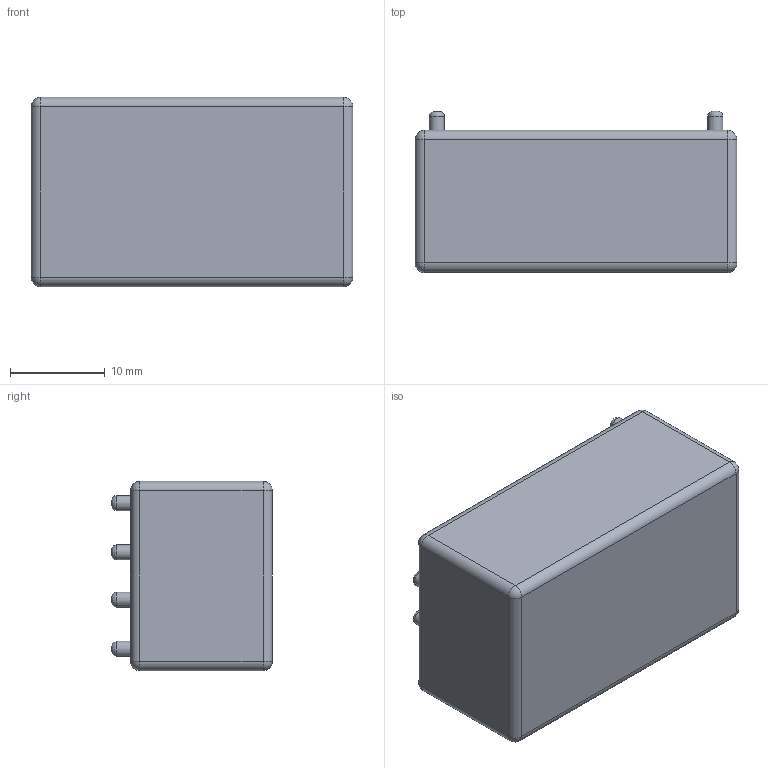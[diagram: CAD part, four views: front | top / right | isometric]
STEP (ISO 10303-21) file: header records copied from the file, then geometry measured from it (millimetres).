
FILE_DESCRIPTION(('FreeCAD Model'),'2;1');
FILE_NAME('HKLinkACDC.step','2021-03-24T15:27:20',('Author'), (''),'Open CASCADE STEP processor 7.3','FreeCAD','Unknown');
FILE_SCHEMA(('AUTOMOTIVE_DESIGN { 1 0 10303 214 1 1 1 1 }'));
Length unit declared in the file: millimetre
Products named in the file (1): Fillet001
Bounding box: 34 x 17 x 20 mm (x, y, z)
Volume: 10157.3 mm3; surface area: 2895.9 mm2
Topology: 1 solids, 1 shells, 38 faces, 76 edges, 36 vertices
Faces by surface type: cylinder 16, plane 10, sphere 8, revolution 4
Full cylindrical faces by diameter (mm): 1.6 x4
Entity records: 2073 total; most frequent: CARTESIAN_POINT 371, DIRECTION 274, ORIENTED_EDGE 136, PCURVE 136, DEFINITIONAL_REPRESENTATION 136, LINE 116, VECTOR 116, AXIS2_PLACEMENT_3D 75
